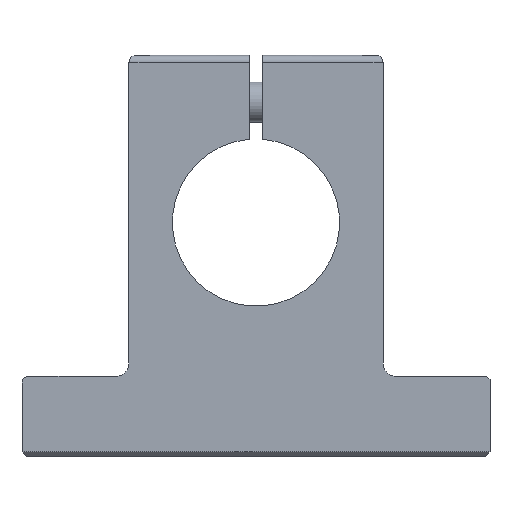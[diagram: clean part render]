
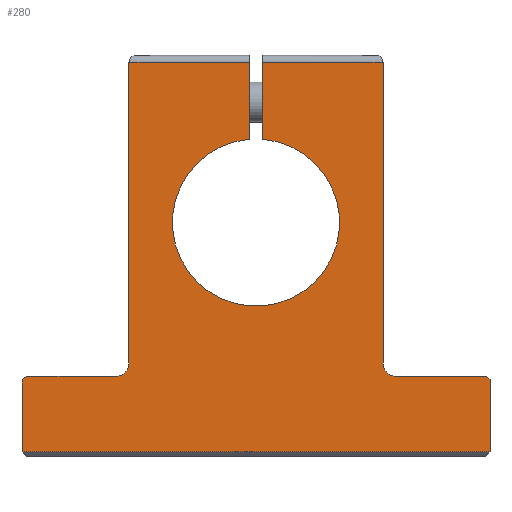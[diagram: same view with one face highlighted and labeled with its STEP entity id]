
A CAD part, left-side view. The second image highlights one B-rep face of the part: STEP entity #280.
In plain terms, the highlighted planar face has unit normal (-1, 0, 0).
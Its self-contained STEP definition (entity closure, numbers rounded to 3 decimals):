
#162=FACE_OUTER_BOUND('',#579,.T.);
#280=ADVANCED_FACE('',(#162),#398,.F.);
#398=PLANE('',#2394);
#481=CIRCLE('',#2390,2.);
#482=CIRCLE('',#2391,1.);
#483=CIRCLE('',#2392,2.);
#484=CIRCLE('',#2393,12.5);
#579=EDGE_LOOP('',(#844,#845,#846,#847,#848,#849,#850,#851,#852,#853,#854,
#855,#856,#857,#858,#859));
#844=ORIENTED_EDGE('',*,*,#1633,.F.);
#845=ORIENTED_EDGE('',*,*,#1640,.F.);
#846=ORIENTED_EDGE('',*,*,#1641,.F.);
#847=ORIENTED_EDGE('',*,*,#1642,.F.);
#848=ORIENTED_EDGE('',*,*,#1643,.F.);
#849=ORIENTED_EDGE('',*,*,#1644,.F.);
#850=ORIENTED_EDGE('',*,*,#1645,.F.);
#851=ORIENTED_EDGE('',*,*,#1646,.F.);
#852=ORIENTED_EDGE('',*,*,#1647,.F.);
#853=ORIENTED_EDGE('',*,*,#1648,.F.);
#854=ORIENTED_EDGE('',*,*,#1649,.F.);
#855=ORIENTED_EDGE('',*,*,#1650,.F.);
#856=ORIENTED_EDGE('',*,*,#1651,.F.);
#857=ORIENTED_EDGE('',*,*,#1652,.F.);
#858=ORIENTED_EDGE('',*,*,#1653,.F.);
#859=ORIENTED_EDGE('',*,*,#1654,.F.);
#1416=VERTEX_POINT('',#3821);
#1419=VERTEX_POINT('',#3826);
#1422=VERTEX_POINT('',#3841);
#1423=VERTEX_POINT('',#3843);
#1424=VERTEX_POINT('',#3845);
#1425=VERTEX_POINT('',#3847);
#1426=VERTEX_POINT('',#3849);
#1427=VERTEX_POINT('',#3851);
#1428=VERTEX_POINT('',#3853);
#1429=VERTEX_POINT('',#3855);
#1430=VERTEX_POINT('',#3857);
#1431=VERTEX_POINT('',#3859);
#1432=VERTEX_POINT('',#3861);
#1433=VERTEX_POINT('',#3863);
#1434=VERTEX_POINT('',#3865);
#1435=VERTEX_POINT('',#3867);
#1633=EDGE_CURVE('',#1419,#1416,#2037,.T.);
#1640=EDGE_CURVE('',#1422,#1419,#2042,.T.);
#1641=EDGE_CURVE('',#1423,#1422,#481,.T.);
#1642=EDGE_CURVE('',#1424,#1423,#2043,.T.);
#1643=EDGE_CURVE('',#1425,#1424,#482,.T.);
#1644=EDGE_CURVE('',#1426,#1425,#2044,.T.);
#1645=EDGE_CURVE('',#1427,#1426,#2045,.T.);
#1646=EDGE_CURVE('',#1428,#1427,#2046,.T.);
#1647=EDGE_CURVE('',#1429,#1428,#2047,.T.);
#1648=EDGE_CURVE('',#1430,#1429,#2048,.T.);
#1649=EDGE_CURVE('',#1431,#1430,#483,.T.);
#1650=EDGE_CURVE('',#1432,#1431,#2049,.T.);
#1651=EDGE_CURVE('',#1433,#1432,#2050,.T.);
#1652=EDGE_CURVE('',#1434,#1433,#2051,.T.);
#1653=EDGE_CURVE('',#1435,#1434,#484,.T.);
#1654=EDGE_CURVE('',#1416,#1435,#2052,.T.);
#2037=LINE('',#3827,#2217);
#2042=LINE('',#3840,#2222);
#2043=LINE('',#3844,#2223);
#2044=LINE('',#3848,#2224);
#2045=LINE('',#3850,#2225);
#2046=LINE('',#3852,#2226);
#2047=LINE('',#3854,#2227);
#2048=LINE('',#3856,#2228);
#2049=LINE('',#3860,#2229);
#2050=LINE('',#3862,#2230);
#2051=LINE('',#3864,#2231);
#2052=LINE('',#3868,#2232);
#2217=VECTOR('',#2616,1.);
#2222=VECTOR('',#2633,1.);
#2223=VECTOR('',#2636,1.);
#2224=VECTOR('',#2639,1.);
#2225=VECTOR('',#2640,1.);
#2226=VECTOR('',#2641,1.);
#2227=VECTOR('',#2642,1.);
#2228=VECTOR('',#2643,1.);
#2229=VECTOR('',#2646,1.);
#2230=VECTOR('',#2647,1.);
#2231=VECTOR('',#2648,1.);
#2232=VECTOR('',#2651,1.);
#2390=AXIS2_PLACEMENT_3D('',#3842,#2634,#2635);
#2391=AXIS2_PLACEMENT_3D('',#3846,#2637,#2638);
#2392=AXIS2_PLACEMENT_3D('',#3858,#2644,#2645);
#2393=AXIS2_PLACEMENT_3D('',#3866,#2649,#2650);
#2394=AXIS2_PLACEMENT_3D('',#3869,#2652,#2653);
#2616=DIRECTION('',(0.,-1.,0.));
#2633=DIRECTION('',(0.,0.,1.));
#2634=DIRECTION('',(-1.,0.,0.));
#2635=DIRECTION('',(0.,-0.707,-0.707));
#2636=DIRECTION('',(0.,-1.,0.));
#2637=DIRECTION('',(1.,0.,0.));
#2638=DIRECTION('',(0.,0.707,0.707));
#2639=DIRECTION('',(0.,0.,1.));
#2640=DIRECTION('',(0.,1.,0.));
#2641=DIRECTION('',(0.,0.,-1.));
#2642=DIRECTION('',(0.,-0.707,-0.707));
#2643=DIRECTION('',(0.,-1.,0.));
#2644=DIRECTION('',(-1.,0.,0.));
#2645=DIRECTION('',(0.,0.707,-0.707));
#2646=DIRECTION('',(0.,0.,-1.));
#2647=DIRECTION('',(0.,-1.,0.));
#2648=DIRECTION('',(0.,0.,1.));
#2649=DIRECTION('',(-1.,0.,0.));
#2650=DIRECTION('',(0.,-1.,0.));
#2651=DIRECTION('',(0.,0.,-1.));
#2652=DIRECTION('',(1.,0.,0.));
#2653=DIRECTION('',(0.,0.,-1.));
#3821=CARTESIAN_POINT('',(0.,1.,24.));
#3826=CARTESIAN_POINT('',(0.,19.,24.));
#3827=CARTESIAN_POINT('',(0.,19.,24.));
#3840=CARTESIAN_POINT('',(0.,19.,-21.));
#3841=CARTESIAN_POINT('',(0.,19.,-21.));
#3842=CARTESIAN_POINT('',(0.,21.,-21.));
#3843=CARTESIAN_POINT('',(0.,21.,-23.));
#3844=CARTESIAN_POINT('',(0.,34.,-23.));
#3845=CARTESIAN_POINT('',(0.,34.,-23.));
#3846=CARTESIAN_POINT('',(0.,34.,-24.));
#3847=CARTESIAN_POINT('',(0.,35.,-24.));
#3848=CARTESIAN_POINT('',(0.,35.,-34.3));
#3849=CARTESIAN_POINT('',(0.,35.,-34.3));
#3850=CARTESIAN_POINT('',(0.,-35.,-34.3));
#3851=CARTESIAN_POINT('',(0.,-35.,-34.3));
#3852=CARTESIAN_POINT('',(0.,-35.,-23.5));
#3853=CARTESIAN_POINT('',(0.,-35.,-23.5));
#3854=CARTESIAN_POINT('',(0.,-34.5,-23.));
#3855=CARTESIAN_POINT('',(0.,-34.5,-23.));
#3856=CARTESIAN_POINT('',(0.,-21.,-23.));
#3857=CARTESIAN_POINT('',(0.,-21.,-23.));
#3858=CARTESIAN_POINT('',(0.,-21.,-21.));
#3859=CARTESIAN_POINT('',(0.,-19.,-21.));
#3860=CARTESIAN_POINT('',(0.,-19.,24.));
#3861=CARTESIAN_POINT('',(0.,-19.,24.));
#3862=CARTESIAN_POINT('',(0.,-1.,24.));
#3863=CARTESIAN_POINT('',(0.,-1.,24.));
#3864=CARTESIAN_POINT('',(0.,-1.,12.46));
#3865=CARTESIAN_POINT('',(0.,-1.,12.46));
#3866=CARTESIAN_POINT('',(0.,0.,0.));
#3867=CARTESIAN_POINT('',(0.,1.,12.46));
#3868=CARTESIAN_POINT('',(0.,1.,24.));
#3869=CARTESIAN_POINT('',(0.,0.,-6.539));
